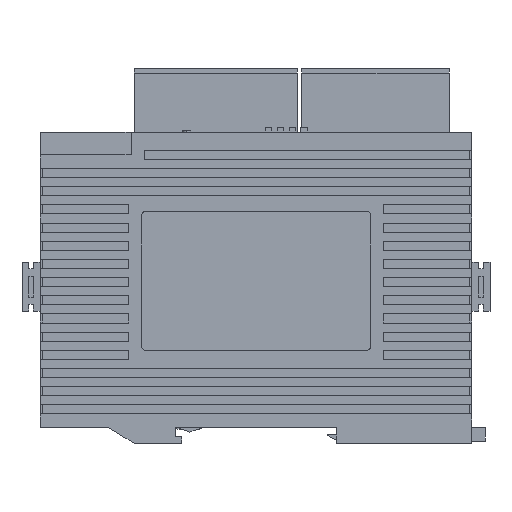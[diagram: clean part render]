
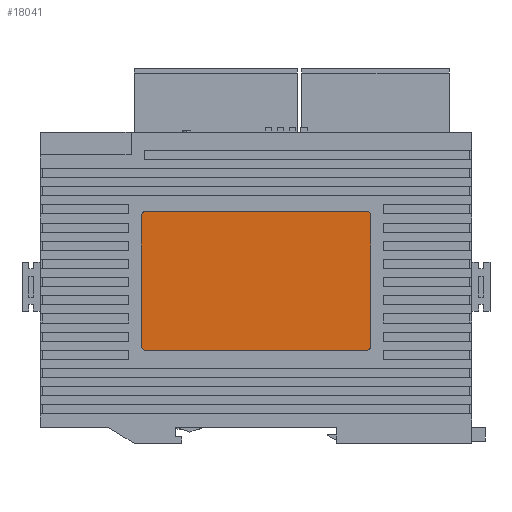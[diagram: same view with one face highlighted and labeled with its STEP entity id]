
A CAD part, left-side view. The second image highlights one B-rep face of the part: STEP entity #18041.
In plain terms, the highlighted planar face has unit normal (-1, 0, 0).
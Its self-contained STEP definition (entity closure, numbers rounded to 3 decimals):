
#440 = DIRECTION ( 'NONE',  ( 0., -1., 0. ) ) ;
#1172 = CIRCLE ( 'NONE', #3482, 1. ) ;
#1242 = CARTESIAN_POINT ( 'NONE',  ( -19.5, -25.3, 15.85 ) ) ;
#1779 = VERTEX_POINT ( 'NONE', #1242 ) ;
#2156 = ORIENTED_EDGE ( 'NONE', *, *, #5682, .T. ) ;
#2440 = DIRECTION ( 'NONE',  ( -1., 0., 0. ) ) ;
#2512 = VECTOR ( 'NONE', #6074, 1000. ) ;
#2688 = CARTESIAN_POINT ( 'NONE',  ( -19.5, -25.3, 16.85 ) ) ;
#2823 = EDGE_CURVE ( 'NONE', #7002, #4379, #2826, .T. ) ;
#2826 = LINE ( 'NONE', #15512, #2512 ) ;
#2973 = CARTESIAN_POINT ( 'NONE',  ( -19.5, 0., 0. ) ) ;
#3482 = AXIS2_PLACEMENT_3D ( 'NONE', #6784, #8125, #10410 ) ;
#3810 = CARTESIAN_POINT ( 'NONE',  ( -19.5, 24.2, -12.75 ) ) ;
#4114 = CARTESIAN_POINT ( 'NONE',  ( -19.5, 24.2, 16.85 ) ) ;
#4379 = VERTEX_POINT ( 'NONE', #4114 ) ;
#4516 = CIRCLE ( 'NONE', #23046, 1. ) ;
#4748 = CARTESIAN_POINT ( 'NONE',  ( -19.5, 24.2, -13.75 ) ) ;
#5682 = EDGE_CURVE ( 'NONE', #16315, #23165, #4516, .T. ) ;
#5936 = CARTESIAN_POINT ( 'NONE',  ( -19.5, 25.2, 15.85 ) ) ;
#6000 = CARTESIAN_POINT ( 'NONE',  ( -19.5, 25.2, 16.85 ) ) ;
#6061 = ORIENTED_EDGE ( 'NONE', *, *, #2823, .T. ) ;
#6073 = CARTESIAN_POINT ( 'NONE',  ( -19.5, -24.3, -13.75 ) ) ;
#6074 = DIRECTION ( 'NONE',  ( 0., 1., 0. ) ) ;
#6092 = CARTESIAN_POINT ( 'NONE',  ( -19.5, 25.2, -12.75 ) ) ;
#6187 = LINE ( 'NONE', #2688, #22093 ) ;
#6510 = EDGE_CURVE ( 'NONE', #13868, #16315, #16997, .T. ) ;
#6717 = DIRECTION ( 'NONE',  ( 1., 0., 0. ) ) ;
#6784 = CARTESIAN_POINT ( 'NONE',  ( -19.5, 24.2, 15.85 ) ) ;
#6951 = PLANE ( 'NONE',  #17900 ) ;
#7002 = VERTEX_POINT ( 'NONE', #22223 ) ;
#7500 = CIRCLE ( 'NONE', #23729, 1. ) ;
#7562 = CARTESIAN_POINT ( 'NONE',  ( -19.5, 25.2, -13.75 ) ) ;
#8125 = DIRECTION ( 'NONE',  ( -1., 0., 0. ) ) ;
#9277 = CARTESIAN_POINT ( 'NONE',  ( -19.5, -25.3, -12.75 ) ) ;
#9319 = ORIENTED_EDGE ( 'NONE', *, *, #23547, .T. ) ;
#10040 = DIRECTION ( 'NONE',  ( 0., 1., 0. ) ) ;
#10220 = LINE ( 'NONE', #6000, #19462 ) ;
#10410 = DIRECTION ( 'NONE',  ( 0., 1., 0. ) ) ;
#10661 = VECTOR ( 'NONE', #440, 1000. ) ;
#10843 = EDGE_CURVE ( 'NONE', #23165, #1779, #6187, .T. ) ;
#10984 = EDGE_LOOP ( 'NONE', ( #13453, #2156, #19782, #21409, #6061, #22481, #15042, #9319 ) ) ;
#11281 = CARTESIAN_POINT ( 'NONE',  ( -19.5, -24.3, -12.75 ) ) ;
#13453 = ORIENTED_EDGE ( 'NONE', *, *, #6510, .T. ) ;
#13868 = VERTEX_POINT ( 'NONE', #4748 ) ;
#15033 = DIRECTION ( 'NONE',  ( 0., 1., 0. ) ) ;
#15042 = ORIENTED_EDGE ( 'NONE', *, *, #17810, .T. ) ;
#15242 = EDGE_CURVE ( 'NONE', #4379, #16653, #1172, .T. ) ;
#15493 = DIRECTION ( 'NONE',  ( 0., 0., 1. ) ) ;
#15512 = CARTESIAN_POINT ( 'NONE',  ( -19.5, 25.2, 16.85 ) ) ;
#16138 = FACE_OUTER_BOUND ( 'NONE', #10984, .T. ) ;
#16315 = VERTEX_POINT ( 'NONE', #6073 ) ;
#16384 = DIRECTION ( 'NONE',  ( 0., 1., 0. ) ) ;
#16653 = VERTEX_POINT ( 'NONE', #5936 ) ;
#16742 = DIRECTION ( 'NONE',  ( -1., 0., 0. ) ) ;
#16841 = DIRECTION ( 'NONE',  ( -1., 0., 0. ) ) ;
#16997 = LINE ( 'NONE', #7562, #10661 ) ;
#17810 = EDGE_CURVE ( 'NONE', #16653, #19505, #10220, .T. ) ;
#17900 = AXIS2_PLACEMENT_3D ( 'NONE', #2973, #6717, #23520 ) ;
#18041 = ADVANCED_FACE ( 'NONE', ( #16138 ), #6951, .F. ) ;
#18934 = AXIS2_PLACEMENT_3D ( 'NONE', #20684, #2440, #10040 ) ;
#19315 = CIRCLE ( 'NONE', #18934, 1. ) ;
#19462 = VECTOR ( 'NONE', #21239, 1000. ) ;
#19505 = VERTEX_POINT ( 'NONE', #6092 ) ;
#19782 = ORIENTED_EDGE ( 'NONE', *, *, #10843, .T. ) ;
#20684 = CARTESIAN_POINT ( 'NONE',  ( -19.5, -24.3, 15.85 ) ) ;
#21205 = EDGE_CURVE ( 'NONE', #1779, #7002, #19315, .T. ) ;
#21239 = DIRECTION ( 'NONE',  ( 0., 0., -1. ) ) ;
#21409 = ORIENTED_EDGE ( 'NONE', *, *, #21205, .T. ) ;
#22093 = VECTOR ( 'NONE', #15493, 1000. ) ;
#22223 = CARTESIAN_POINT ( 'NONE',  ( -19.5, -24.3, 16.85 ) ) ;
#22481 = ORIENTED_EDGE ( 'NONE', *, *, #15242, .T. ) ;
#23046 = AXIS2_PLACEMENT_3D ( 'NONE', #11281, #16841, #15033 ) ;
#23165 = VERTEX_POINT ( 'NONE', #9277 ) ;
#23520 = DIRECTION ( 'NONE',  ( 0., 1., 0. ) ) ;
#23547 = EDGE_CURVE ( 'NONE', #19505, #13868, #7500, .T. ) ;
#23729 = AXIS2_PLACEMENT_3D ( 'NONE', #3810, #16742, #16384 ) ;
